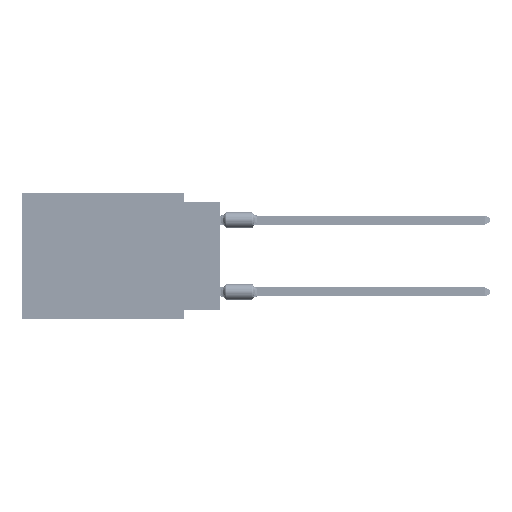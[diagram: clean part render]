
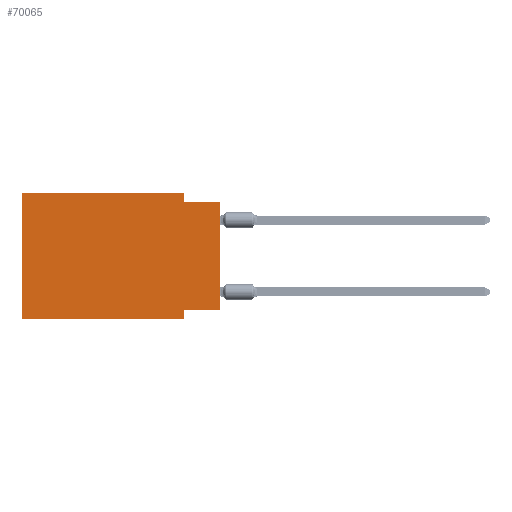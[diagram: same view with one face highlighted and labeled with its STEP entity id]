
A CAD part, left-side view. The second image highlights one B-rep face of the part: STEP entity #70065.
In plain terms, the highlighted planar face has unit normal (-1, 0, 0).
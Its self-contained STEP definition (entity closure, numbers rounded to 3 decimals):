
#243 = ORIENTED_EDGE ( 'NONE', *, *, #47877, .F. ) ;
#2901 = EDGE_CURVE ( 'NONE', #58777, #36975, #71271, .T. ) ;
#6623 = VECTOR ( 'NONE', #53254, 1000. ) ;
#8901 = VECTOR ( 'NONE', #10440, 1000. ) ;
#9318 = VECTOR ( 'NONE', #88162, 1000. ) ;
#9428 = LINE ( 'NONE', #40769, #8901 ) ;
#10440 = DIRECTION ( 'NONE',  ( 0., 0., 1. ) ) ;
#11049 = CARTESIAN_POINT ( 'NONE',  ( 0., 0., -0.635 ) ) ;
#12261 = EDGE_CURVE ( 'NONE', #60060, #58777, #9428, .T. ) ;
#12935 = VERTEX_POINT ( 'NONE', #24986 ) ;
#16366 = CARTESIAN_POINT ( 'NONE',  ( 0., 0., -8.255 ) ) ;
#17262 = VERTEX_POINT ( 'NONE', #52010 ) ;
#24798 = CARTESIAN_POINT ( 'NONE',  ( 0., 2.54, 0. ) ) ;
#24986 = CARTESIAN_POINT ( 'NONE',  ( 0., 0., -0.635 ) ) ;
#26357 = ORIENTED_EDGE ( 'NONE', *, *, #39957, .F. ) ;
#29931 = EDGE_CURVE ( 'NONE', #57135, #69436, #86293, .T. ) ;
#32280 = CARTESIAN_POINT ( 'NONE',  ( 0., 13.97, 0. ) ) ;
#35238 = ORIENTED_EDGE ( 'NONE', *, *, #57463, .F. ) ;
#36975 = VERTEX_POINT ( 'NONE', #74783 ) ;
#38026 = CARTESIAN_POINT ( 'NONE',  ( 0., 0., 0. ) ) ;
#38977 = DIRECTION ( 'NONE',  ( 0., 0., -1. ) ) ;
#39908 = DIRECTION ( 'NONE',  ( 0., -1., 0. ) ) ;
#39957 = EDGE_CURVE ( 'NONE', #17262, #12935, #72745, .T. ) ;
#39992 = PLANE ( 'NONE',  #91320 ) ;
#40769 = CARTESIAN_POINT ( 'NONE',  ( 0., 13.97, 0. ) ) ;
#41158 = VECTOR ( 'NONE', #53108, 1000. ) ;
#47406 = DIRECTION ( 'NONE',  ( 0., 0., -1. ) ) ;
#47877 = EDGE_CURVE ( 'NONE', #69436, #86751, #51590, .T. ) ;
#48778 = EDGE_CURVE ( 'NONE', #60060, #86751, #68685, .T. ) ;
#51590 = LINE ( 'NONE', #75755, #41158 ) ;
#52010 = CARTESIAN_POINT ( 'NONE',  ( 0., 2.54, -0.635 ) ) ;
#52584 = CARTESIAN_POINT ( 'NONE',  ( 0., 13.97, -8.89 ) ) ;
#53108 = DIRECTION ( 'NONE',  ( 0., 0., -1. ) ) ;
#53254 = DIRECTION ( 'NONE',  ( 0., -1., 0. ) ) ;
#57135 = VERTEX_POINT ( 'NONE', #86243 ) ;
#57463 = EDGE_CURVE ( 'NONE', #36975, #17262, #71072, .T. ) ;
#58777 = VERTEX_POINT ( 'NONE', #77415 ) ;
#59114 = ORIENTED_EDGE ( 'NONE', *, *, #29931, .F. ) ;
#60060 = VERTEX_POINT ( 'NONE', #52584 ) ;
#63635 = FACE_OUTER_BOUND ( 'NONE', #80985, .T. ) ;
#66081 = EDGE_CURVE ( 'NONE', #57135, #12935, #68882, .T. ) ;
#66593 = VECTOR ( 'NONE', #69390, 1000. ) ;
#68685 = LINE ( 'NONE', #100029, #6623 ) ;
#68882 = LINE ( 'NONE', #38026, #66593 ) ;
#69390 = DIRECTION ( 'NONE',  ( 0., 0., 1. ) ) ;
#69436 = VERTEX_POINT ( 'NONE', #77179 ) ;
#70065 = ADVANCED_FACE ( 'NONE', ( #63635 ), #39992, .F. ) ;
#70344 = DIRECTION ( 'NONE',  ( 1., 0., 0. ) ) ;
#70768 = CARTESIAN_POINT ( 'NONE',  ( 0., 13.97, 0. ) ) ;
#71072 = LINE ( 'NONE', #24798, #99485 ) ;
#71271 = LINE ( 'NONE', #70768, #74156 ) ;
#72745 = LINE ( 'NONE', #11049, #9318 ) ;
#74156 = VECTOR ( 'NONE', #39908, 1000. ) ;
#74783 = CARTESIAN_POINT ( 'NONE',  ( 0., 2.54, 0. ) ) ;
#75755 = CARTESIAN_POINT ( 'NONE',  ( 0., 2.54, -8.89 ) ) ;
#77179 = CARTESIAN_POINT ( 'NONE',  ( 0., 2.54, -8.255 ) ) ;
#77415 = CARTESIAN_POINT ( 'NONE',  ( 0., 13.97, 0. ) ) ;
#79080 = DIRECTION ( 'NONE',  ( 0., 1., 0. ) ) ;
#80626 = ORIENTED_EDGE ( 'NONE', *, *, #12261, .F. ) ;
#80985 = EDGE_LOOP ( 'NONE', ( #86703, #26357, #35238, #90817, #80626, #84959, #243, #59114 ) ) ;
#84959 = ORIENTED_EDGE ( 'NONE', *, *, #48778, .T. ) ;
#86243 = CARTESIAN_POINT ( 'NONE',  ( 0., 0., -8.255 ) ) ;
#86293 = LINE ( 'NONE', #16366, #87625 ) ;
#86703 = ORIENTED_EDGE ( 'NONE', *, *, #66081, .T. ) ;
#86751 = VERTEX_POINT ( 'NONE', #95313 ) ;
#87625 = VECTOR ( 'NONE', #79080, 1000. ) ;
#88162 = DIRECTION ( 'NONE',  ( 0., -1., 0. ) ) ;
#90817 = ORIENTED_EDGE ( 'NONE', *, *, #2901, .F. ) ;
#91320 = AXIS2_PLACEMENT_3D ( 'NONE', #32280, #70344, #38977 ) ;
#95313 = CARTESIAN_POINT ( 'NONE',  ( 0., 2.54, -8.89 ) ) ;
#99485 = VECTOR ( 'NONE', #47406, 1000. ) ;
#100029 = CARTESIAN_POINT ( 'NONE',  ( 0., 13.97, -8.89 ) ) ;
